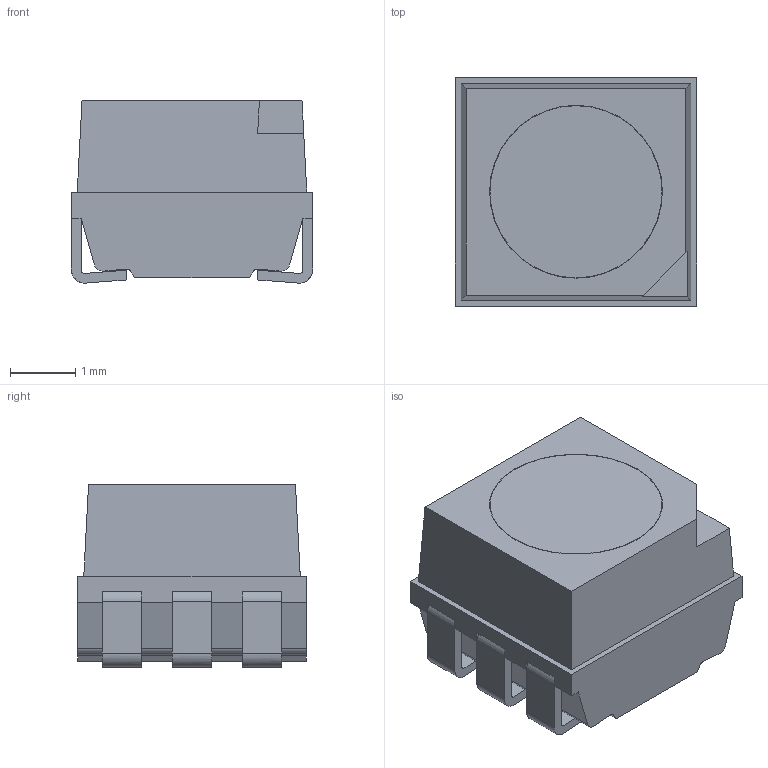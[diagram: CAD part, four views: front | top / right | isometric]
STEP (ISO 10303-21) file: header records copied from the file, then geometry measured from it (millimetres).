
FILE_DESCRIPTION( ( 'Unknown' ), '1' );
FILE_NAME( '15353M153300.stp', 'Unknown', ( 'Unknown' ), ( 'Unknown' ), 'PSStep 19.0.9', 'Unknown', ' ' );
FILE_SCHEMA( ( 'AUTOMOTIVE_DESIGN { 1 0 10303 214 1 1 1 1 }' ) );
Length unit declared in the file: millimetre
Products named in the file (10): Assem1; base; cover; housing; base_mir; led
Assembly tree (9 placements, depth 2):
  Assem1
    base
    base
    base
    cover
    housing
    base_mir
    base_mir
    base_mir
    led
Bounding box: 3.7 x 3.5 x 2.8 mm (x, y, z)
Volume: 30.9 mm3; surface area: 128 mm2
Topology: 9 solids, 9 shells, 188 faces, 524 edges, 358 vertices
Faces by surface type: plane 140, cylinder 40, bspline 6, cone 2
Full cylindrical faces by diameter (mm): 0.4 x1, 0.9 x1
Entity records: 8026 total; most frequent: CARTESIAN_POINT 1548, ORIENTED_EDGE 1036, DIRECTION 942, EDGE_CURVE 518, LINE 390, VECTOR 390, VERTEX_POINT 356, AXIS2_PLACEMENT_3D 276
